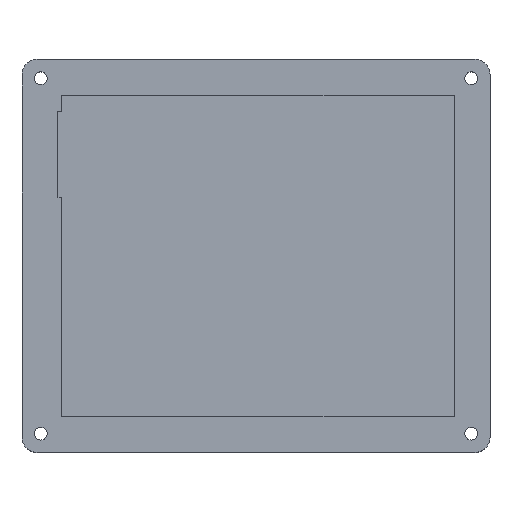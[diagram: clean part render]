
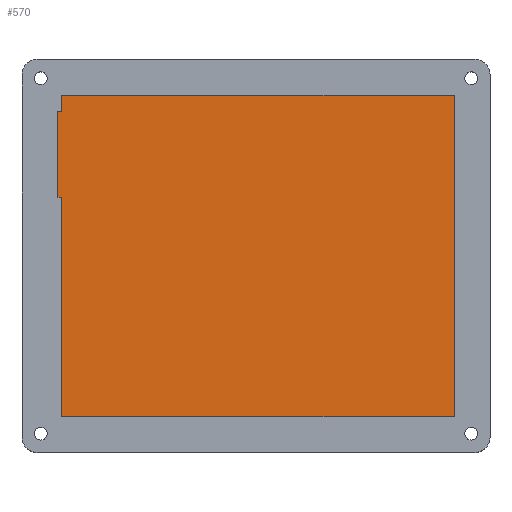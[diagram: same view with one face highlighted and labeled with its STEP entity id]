
A CAD part, top view. The second image highlights one B-rep face of the part: STEP entity #570.
In plain terms, the highlighted planar face has unit normal (0, 0, 1).
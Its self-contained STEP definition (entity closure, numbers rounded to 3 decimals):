
#24=CIRCLE('',#596,5.);
#27=CIRCLE('',#601,5.);
#54=PLANE('',#633);
#83=FACE_OUTER_BOUND('',#117,.T.);
#117=EDGE_LOOP('',(#492,#493,#494,#495,#496,#497,#498,#499,#500,#501));
#138=LINE('',#871,#194);
#141=LINE('',#897,#197);
#151=LINE('',#920,#207);
#174=LINE('',#997,#230);
#175=LINE('',#1000,#231);
#177=LINE('',#1004,#233);
#178=LINE('',#1006,#234);
#179=LINE('',#1007,#235);
#194=VECTOR('',#660,5.);
#197=VECTOR('',#671,10.);
#207=VECTOR('',#689,10.);
#230=VECTOR('',#770,10.);
#231=VECTOR('',#773,10.);
#233=VECTOR('',#777,10.);
#234=VECTOR('',#778,10.);
#235=VECTOR('',#779,10.);
#254=VERTEX_POINT('',#853);
#255=VERTEX_POINT('',#870);
#256=VERTEX_POINT('',#890);
#258=VERTEX_POINT('',#896);
#263=VERTEX_POINT('',#908);
#267=VERTEX_POINT('',#918);
#292=VERTEX_POINT('',#995);
#293=VERTEX_POINT('',#999);
#294=VERTEX_POINT('',#1003);
#295=VERTEX_POINT('',#1005);
#309=EDGE_CURVE('',#254,#255,#138,.T.);
#312=EDGE_CURVE('',#255,#256,#24,.F.);
#315=EDGE_CURVE('',#256,#258,#141,.T.);
#322=EDGE_CURVE('',#263,#254,#27,.F.);
#327=EDGE_CURVE('',#267,#263,#151,.T.);
#366=EDGE_CURVE('',#292,#267,#174,.T.);
#367=EDGE_CURVE('',#258,#293,#175,.T.);
#369=EDGE_CURVE('',#294,#292,#177,.T.);
#370=EDGE_CURVE('',#295,#294,#178,.T.);
#371=EDGE_CURVE('',#293,#295,#179,.T.);
#492=ORIENTED_EDGE('',*,*,#309,.F.);
#493=ORIENTED_EDGE('',*,*,#322,.F.);
#494=ORIENTED_EDGE('',*,*,#327,.F.);
#495=ORIENTED_EDGE('',*,*,#366,.F.);
#496=ORIENTED_EDGE('',*,*,#369,.F.);
#497=ORIENTED_EDGE('',*,*,#370,.F.);
#498=ORIENTED_EDGE('',*,*,#371,.F.);
#499=ORIENTED_EDGE('',*,*,#367,.F.);
#500=ORIENTED_EDGE('',*,*,#315,.F.);
#501=ORIENTED_EDGE('',*,*,#312,.F.);
#570=ADVANCED_FACE('',(#83),#54,.T.);
#596=AXIS2_PLACEMENT_3D('',#891,#664,#665);
#601=AXIS2_PLACEMENT_3D('',#910,#681,#682);
#633=AXIS2_PLACEMENT_3D('',#1002,#775,#776);
#660=DIRECTION('',(0.,1.,0.));
#664=DIRECTION('center_axis',(0.,0.,-1.));
#665=DIRECTION('ref_axis',(-0.707,-0.707,0.));
#671=DIRECTION('',(1.,0.,0.));
#681=DIRECTION('center_axis',(0.,0.,-1.));
#682=DIRECTION('ref_axis',(-0.707,0.707,0.));
#689=DIRECTION('',(-1.,0.,0.));
#770=DIRECTION('',(0.,1.,0.));
#773=DIRECTION('',(0.,1.,0.));
#775=DIRECTION('center_axis',(0.,0.,1.));
#776=DIRECTION('ref_axis',(1.,0.,0.));
#777=DIRECTION('',(-1.,0.,0.));
#778=DIRECTION('',(0.,-1.,0.));
#779=DIRECTION('',(1.,0.,0.));
#853=CARTESIAN_POINT('',(-5.917,58.241,3.));
#870=CARTESIAN_POINT('',(-5.917,81.167,3.));
#871=CARTESIAN_POINT('',(-5.917,-9.5,3.));
#890=CARTESIAN_POINT('',(-5.5,81.15,3.));
#891=CARTESIAN_POINT('Origin',(-5.5,86.15,3.));
#896=CARTESIAN_POINT('',(0.,81.15,3.));
#897=CARTESIAN_POINT('',(0.,81.15,3.));
#908=CARTESIAN_POINT('',(-5.5,58.259,3.));
#910=CARTESIAN_POINT('Origin',(-5.5,53.259,3.));
#918=CARTESIAN_POINT('',(0.,58.259,3.));
#920=CARTESIAN_POINT('',(-10.5,58.259,3.));
#995=CARTESIAN_POINT('',(0.,0.,3.));
#997=CARTESIAN_POINT('',(0.,21.35,3.));
#999=CARTESIAN_POINT('',(0.,85.4,3.));
#1000=CARTESIAN_POINT('',(0.,21.35,3.));
#1002=CARTESIAN_POINT('Origin',(52.15,42.7,3.));
#1003=CARTESIAN_POINT('',(104.3,0.,3.));
#1004=CARTESIAN_POINT('',(78.225,0.,3.));
#1005=CARTESIAN_POINT('',(104.3,85.4,3.));
#1006=CARTESIAN_POINT('',(104.3,64.05,3.));
#1007=CARTESIAN_POINT('',(26.075,85.4,3.));
